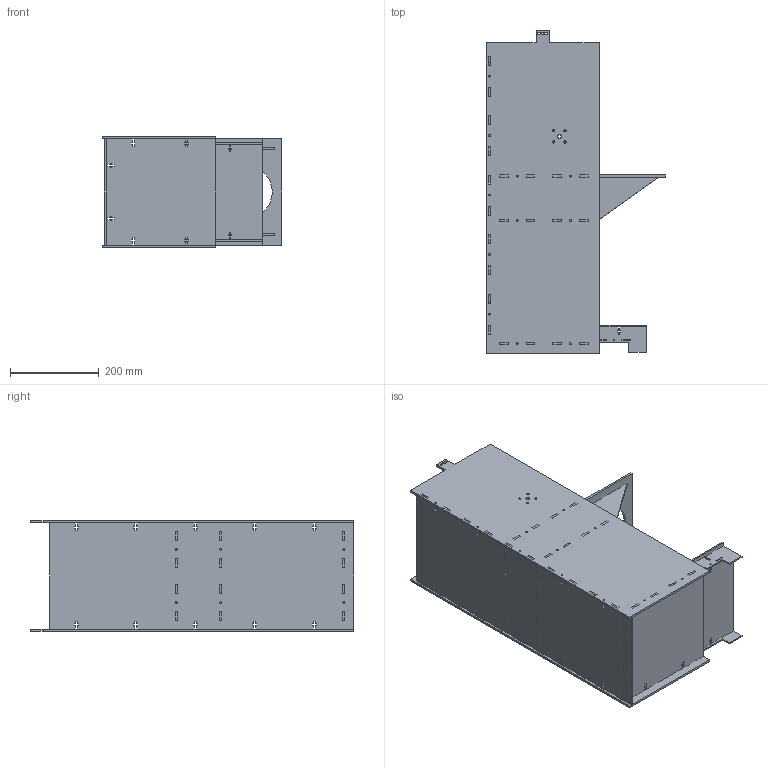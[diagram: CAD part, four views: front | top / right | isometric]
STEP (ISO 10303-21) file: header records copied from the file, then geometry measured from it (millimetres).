
FILE_DESCRIPTION(('CATIA V5 STEP Exchange'),'2;1');
FILE_NAME('Frame.stp','2019-12-29T13:26:28+00:00',('none'),('none'),'CATIA Version 5 Release 20 GA (IN-10)','CATIA V5 STEP AP203','none');
FILE_SCHEMA(('CONFIG_CONTROL_DESIGN'));
Length unit declared in the file: millimetre
Products named in the file (1): frame final (2)
Assembly tree (12 placements, depth 2):
  frame final (2)
    #58  x2
    #6184  x2
    #7001
    #12978
    #15529  x2
    #17596
    #26864
    #30999
    #32701
Bounding box: 405 x 729.21 x 250 mm (x, y, z)
Volume: 4049493.5 mm3; surface area: 1799382.7 mm2
Topology: 12 solids, 12 shells, 1292 faces, 3804 edges, 2536 vertices
Faces by surface type: plane 1182, cylinder 110
Entity records: 37360 total; most frequent: CARTESIAN_POINT 8414, ORIENTED_EDGE 6294, DIRECTION 5238, EDGE_CURVE 3147, VECTOR 3003, LINE 3003, VERTEX_POINT 2098, EDGE_LOOP 1263
